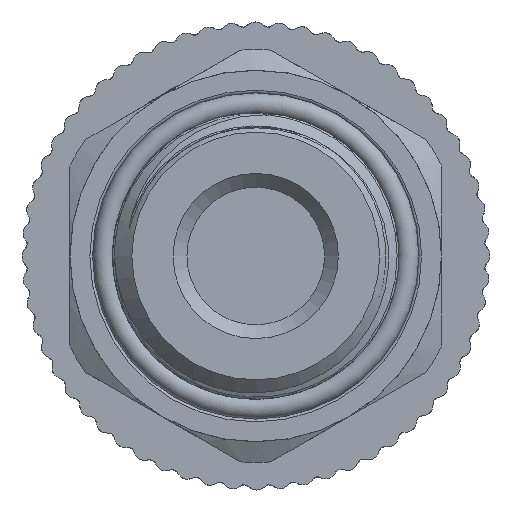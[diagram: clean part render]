
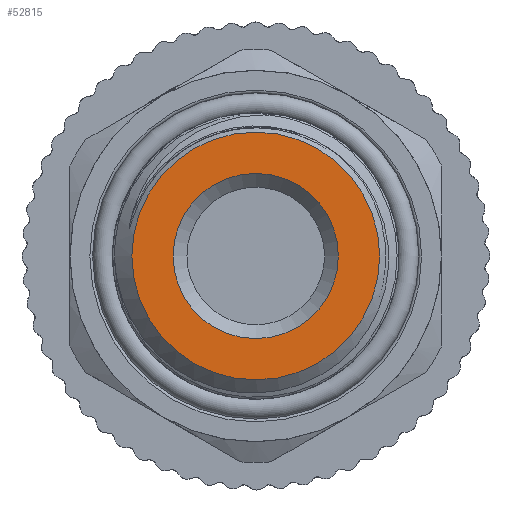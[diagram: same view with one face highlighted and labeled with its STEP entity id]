
A CAD part, left-side view. The second image highlights one B-rep face of the part: STEP entity #52815.
In plain terms, the highlighted face is planar.
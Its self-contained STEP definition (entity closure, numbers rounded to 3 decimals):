
#1083=FACE_BOUND('',#8555,.T.);
#2999=PLANE('',#57002);
#5760=FACE_OUTER_BOUND('',#8554,.T.);
#8554=EDGE_LOOP('',(#49216));
#8555=EDGE_LOOP('',(#49217));
#9447=CIRCLE('',#56972,9.);
#9458=CIRCLE('',#57003,6.);
#25219=VERTEX_POINT('',#119226);
#25232=VERTEX_POINT('',#122527);
#33194=EDGE_CURVE('',#25219,#25219,#9447,.T.);
#33234=EDGE_CURVE('',#25232,#25232,#9458,.T.);
#49216=ORIENTED_EDGE('',*,*,#33194,.T.);
#49217=ORIENTED_EDGE('',*,*,#33234,.F.);
#52815=ADVANCED_FACE('',(#5760,#1083),#2999,.T.);
#56972=AXIS2_PLACEMENT_3D('',#119228,#69435,#69436);
#57002=AXIS2_PLACEMENT_3D('',#122526,#69508,#69509);
#57003=AXIS2_PLACEMENT_3D('',#122528,#69510,#69511);
#69435=DIRECTION('center_axis',(1.,0.,0.));
#69436=DIRECTION('ref_axis',(0.,1.,0.));
#69508=DIRECTION('center_axis',(1.,0.,0.));
#69509=DIRECTION('ref_axis',(0.,0.,
-1.));
#69510=DIRECTION('center_axis',(1.,0.,0.));
#69511=DIRECTION('ref_axis',(0.,0.,
-1.));
#119226=CARTESIAN_POINT('',(1.,-9.,0.));
#119228=CARTESIAN_POINT('Origin',(1.,0.,0.));
#122526=CARTESIAN_POINT('Origin',(1.,6.,0.));
#122527=CARTESIAN_POINT('',(1.,-6.,0.));
#122528=CARTESIAN_POINT('Origin',(1.,0.,0.));
